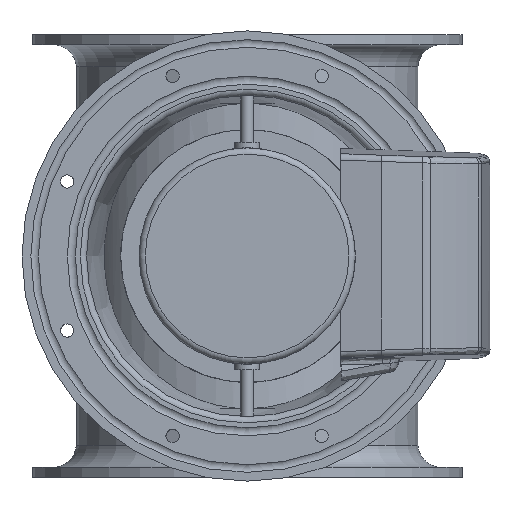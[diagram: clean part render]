
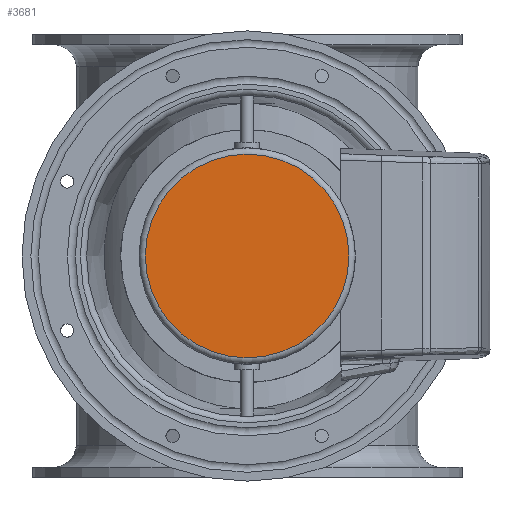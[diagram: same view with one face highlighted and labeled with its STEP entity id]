
A CAD part, front view. The second image highlights one B-rep face of the part: STEP entity #3681.
In plain terms, the highlighted planar face has unit normal (0, -1, 0).
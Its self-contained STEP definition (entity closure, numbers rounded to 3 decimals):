
#396=PLANE('',#3969);
#872=FACE_OUTER_BOUND('',#1159,.T.);
#1159=EDGE_LOOP('',(#2496));
#1445=CIRCLE('',#3970,80.5);
#1549=VERTEX_POINT('',#6001);
#1914=EDGE_CURVE('',#1549,#1549,#1445,.T.);
#2496=ORIENTED_EDGE('',*,*,#1914,.F.);
#3681=ADVANCED_FACE('',(#872),#396,.T.);
#3969=AXIS2_PLACEMENT_3D('',#6000,#4339,#4340);
#3970=AXIS2_PLACEMENT_3D('',#6002,#4341,#4342);
#4339=DIRECTION('center_axis',(0.,-1.,0.));
#4340=DIRECTION('ref_axis',(0.,0.,-1.));
#4341=DIRECTION('center_axis',(0.,1.,0.));
#4342=DIRECTION('ref_axis',(0.581,0.,-0.814));
#6000=CARTESIAN_POINT('Origin',(-95.678,-339.328,36.395));
#6001=CARTESIAN_POINT('',(-15.178,-339.328,-44.105));
#6002=CARTESIAN_POINT('Origin',(-15.178,-339.328,36.395));
